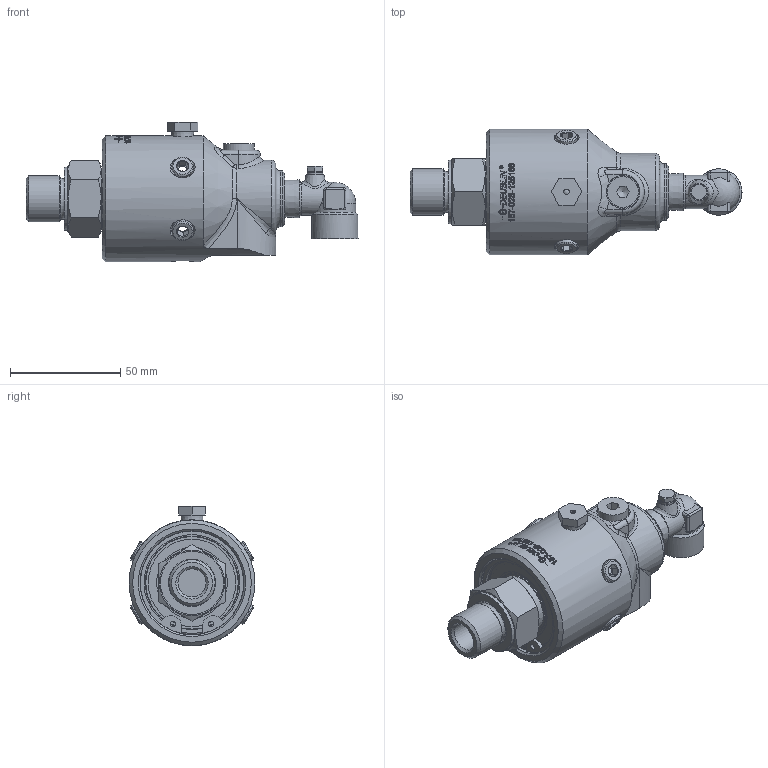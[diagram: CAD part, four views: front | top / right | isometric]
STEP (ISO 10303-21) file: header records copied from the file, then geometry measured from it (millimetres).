
FILE_DESCRIPTION(/* description */ (''),/* implementation_level */ '2;1');
FILE_NAME(/* name */ '157-028-125168-IC_REV_D.stp',/* time_stamp */ '2020-05-21T13:28:50-05:00',/* author */ ('dyurkovich'),/* organization */ (''),/* preprocessor_version */ 'ST-DEVELOPER v18',/* originating_system */ 'Autodesk Inventor 2020',/* authorisation */ '');
FILE_SCHEMA (('AUTOMOTIVE_DESIGN { 1 0 10303 214 3 1 1 }'));
Products named in the file (1): 157-028-125168-IC_REV_D
Bounding box: 150.46 x 57 x 63.2 mm (x, y, z)
Volume: 191229.1 mm3; surface area: 30056 mm2
Topology: 2 solids, 12 shells, 719 faces, 1844 edges, 1207 vertices
Faces by surface type: bspline 291, plane 217, cylinder 120, cone 71, torus 16, sphere 4
Full cylindrical faces by diameter (mm): 2.48 x2, 2.5 x1, 3.621 x1, 4.209 x1, 5 x1, 5.9 x1, 6.274 x4, 7 x1, 8.566 x1, 10 x1, 12.7 x1, 14 x1, 14.95 x1, 15 x2, 20.955 x1, 21 x1, 21.4 x1, 24.4 x1, 25 x1, 25.4 x1, 27.9 x1, 28.6 x1, 32.1 x1, 39.65 x1, 41.9 x1, 42.2 x1, 47 x1, 47.07 x1, 48 x1, 50.75 x1
Entity records: 76847 total; most frequent: CARTESIAN_POINT 60264, ORIENTED_EDGE 3660, DIRECTION 2879, EDGE_CURVE 1830, VERTEX_POINT 1207, AXIS2_PLACEMENT_3D 1105, EDGE_LOOP 805, FACE_OUTER_BOUND 719
